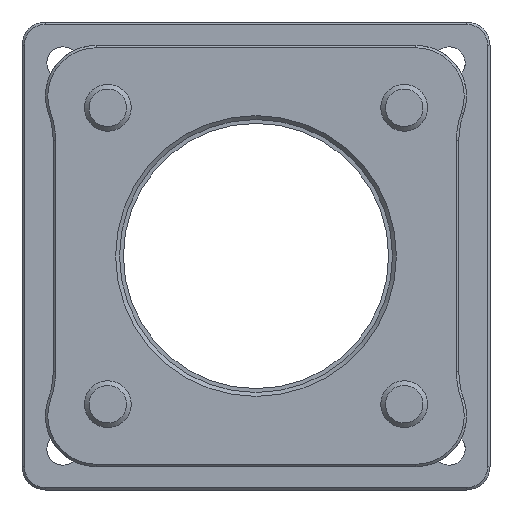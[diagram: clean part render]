
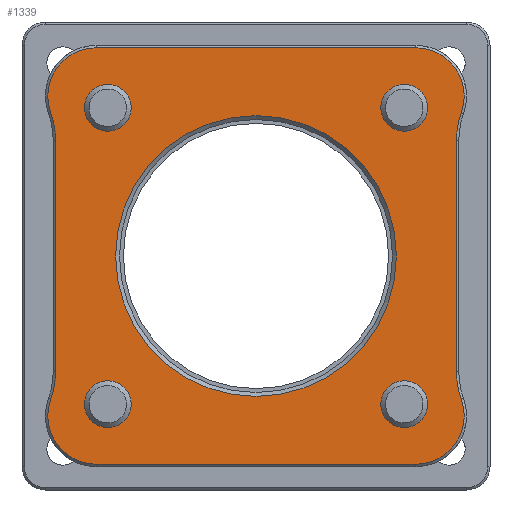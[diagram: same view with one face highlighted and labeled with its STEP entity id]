
A CAD part, front view. The second image highlights one B-rep face of the part: STEP entity #1339.
In plain terms, the highlighted planar face has unit normal (0, -1, 0).
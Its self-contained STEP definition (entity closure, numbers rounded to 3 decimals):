
#29=FACE_BOUND('',#341,.T.);
#30=FACE_BOUND('',#342,.T.);
#31=FACE_BOUND('',#343,.T.);
#32=FACE_BOUND('',#344,.T.);
#33=FACE_BOUND('',#345,.T.);
#126=CIRCLE('',#1458,6.2);
#128=CIRCLE('',#1461,10.4);
#130=CIRCLE('',#1465,10.4);
#132=CIRCLE('',#1468,6.2);
#134=CIRCLE('',#1472,6.2);
#136=CIRCLE('',#1475,10.4);
#138=CIRCLE('',#1479,10.4);
#140=CIRCLE('',#1482,6.2);
#143=CIRCLE('',#1492,18.);
#144=CIRCLE('',#1493,3.);
#145=CIRCLE('',#1494,3.);
#146=CIRCLE('',#1495,3.);
#147=CIRCLE('',#1496,3.);
#246=FACE_OUTER_BOUND('',#340,.T.);
#340=EDGE_LOOP('',(#1101,#1102,#1103,#1104,#1105,#1106,#1107,#1108,#1109,
#1110,#1111,#1112));
#341=EDGE_LOOP('',(#1113));
#342=EDGE_LOOP('',(#1114));
#343=EDGE_LOOP('',(#1115));
#344=EDGE_LOOP('',(#1116));
#345=EDGE_LOOP('',(#1117));
#454=LINE('',#2213,#538);
#459=LINE('',#2231,#543);
#464=LINE('',#2249,#548);
#469=LINE('',#2267,#553);
#538=VECTOR('',#1760,41.);
#543=VECTOR('',#1779,29.651);
#548=VECTOR('',#1798,41.);
#553=VECTOR('',#1817,29.651);
#639=VERTEX_POINT('',#2206);
#642=VERTEX_POINT('',#2211);
#643=VERTEX_POINT('',#2215);
#645=VERTEX_POINT('',#2221);
#647=VERTEX_POINT('',#2227);
#649=VERTEX_POINT('',#2233);
#651=VERTEX_POINT('',#2239);
#653=VERTEX_POINT('',#2245);
#655=VERTEX_POINT('',#2251);
#657=VERTEX_POINT('',#2257);
#659=VERTEX_POINT('',#2263);
#661=VERTEX_POINT('',#2269);
#663=VERTEX_POINT('',#2293);
#664=VERTEX_POINT('',#2295);
#665=VERTEX_POINT('',#2297);
#666=VERTEX_POINT('',#2299);
#667=VERTEX_POINT('',#2301);
#787=EDGE_CURVE('',#642,#639,#454,.T.);
#790=EDGE_CURVE('',#639,#643,#126,.T.);
#793=EDGE_CURVE('',#643,#645,#128,.T.);
#796=EDGE_CURVE('',#645,#647,#459,.T.);
#799=EDGE_CURVE('',#647,#649,#130,.T.);
#802=EDGE_CURVE('',#649,#651,#132,.T.);
#805=EDGE_CURVE('',#651,#653,#464,.T.);
#808=EDGE_CURVE('',#653,#655,#134,.T.);
#811=EDGE_CURVE('',#655,#657,#136,.T.);
#814=EDGE_CURVE('',#657,#659,#469,.T.);
#817=EDGE_CURVE('',#659,#661,#138,.T.);
#819=EDGE_CURVE('',#661,#642,#140,.T.);
#829=EDGE_CURVE('',#663,#663,#143,.T.);
#830=EDGE_CURVE('',#664,#664,#144,.T.);
#831=EDGE_CURVE('',#665,#665,#145,.T.);
#832=EDGE_CURVE('',#666,#666,#146,.T.);
#833=EDGE_CURVE('',#667,#667,#147,.T.);
#1101=ORIENTED_EDGE('',*,*,#787,.F.);
#1102=ORIENTED_EDGE('',*,*,#819,.F.);
#1103=ORIENTED_EDGE('',*,*,#817,.F.);
#1104=ORIENTED_EDGE('',*,*,#814,.F.);
#1105=ORIENTED_EDGE('',*,*,#811,.F.);
#1106=ORIENTED_EDGE('',*,*,#808,.F.);
#1107=ORIENTED_EDGE('',*,*,#805,.F.);
#1108=ORIENTED_EDGE('',*,*,#802,.F.);
#1109=ORIENTED_EDGE('',*,*,#799,.F.);
#1110=ORIENTED_EDGE('',*,*,#796,.F.);
#1111=ORIENTED_EDGE('',*,*,#793,.F.);
#1112=ORIENTED_EDGE('',*,*,#790,.F.);
#1113=ORIENTED_EDGE('',*,*,#829,.F.);
#1114=ORIENTED_EDGE('',*,*,#830,.T.);
#1115=ORIENTED_EDGE('',*,*,#831,.T.);
#1116=ORIENTED_EDGE('',*,*,#832,.T.);
#1117=ORIENTED_EDGE('',*,*,#833,.T.);
#1282=PLANE('',#1491);
#1339=ADVANCED_FACE('',(#246,#29,#30,#31,#32,#33),#1282,.F.);
#1458=AXIS2_PLACEMENT_3D('',#2219,#1766,#1767);
#1461=AXIS2_PLACEMENT_3D('',#2225,#1773,#1774);
#1465=AXIS2_PLACEMENT_3D('',#2237,#1785,#1786);
#1468=AXIS2_PLACEMENT_3D('',#2243,#1792,#1793);
#1472=AXIS2_PLACEMENT_3D('',#2255,#1804,#1805);
#1475=AXIS2_PLACEMENT_3D('',#2261,#1811,#1812);
#1479=AXIS2_PLACEMENT_3D('',#2273,#1823,#1824);
#1482=AXIS2_PLACEMENT_3D('',#2276,#1829,#1830);
#1491=AXIS2_PLACEMENT_3D('',#2292,#1854,#1855);
#1492=AXIS2_PLACEMENT_3D('',#2294,#1856,#1857);
#1493=AXIS2_PLACEMENT_3D('',#2296,#1858,#1859);
#1494=AXIS2_PLACEMENT_3D('',#2298,#1860,#1861);
#1495=AXIS2_PLACEMENT_3D('',#2300,#1862,#1863);
#1496=AXIS2_PLACEMENT_3D('',#2302,#1864,#1865);
#1760=DIRECTION('',(1.,0.,0.));
#1766=DIRECTION('center_axis',(0.,1.,0.));
#1767=DIRECTION('ref_axis',(0.,0.,1.));
#1773=DIRECTION('center_axis',(0.,-1.,0.));
#1774=DIRECTION('ref_axis',(-1.,0.,0.));
#1779=DIRECTION('',(0.,0.,-1.));
#1785=DIRECTION('center_axis',(0.,-1.,0.));
#1786=DIRECTION('ref_axis',(-0.94,0.,-0.342));
#1792=DIRECTION('center_axis',(0.,1.,0.));
#1793=DIRECTION('ref_axis',(0.94,0.,0.342));
#1798=DIRECTION('',(-1.,0.,0.));
#1804=DIRECTION('center_axis',(0.,1.,0.));
#1805=DIRECTION('ref_axis',(0.,0.,-1.));
#1811=DIRECTION('center_axis',(0.,-1.,0.));
#1812=DIRECTION('ref_axis',(1.,0.,0.));
#1817=DIRECTION('',(0.,0.,1.));
#1823=DIRECTION('center_axis',(0.,-1.,0.));
#1824=DIRECTION('ref_axis',(0.94,0.,0.342));
#1829=DIRECTION('center_axis',(0.,1.,0.));
#1830=DIRECTION('ref_axis',(-0.94,0.,-0.342));
#1854=DIRECTION('center_axis',(0.,1.,0.));
#1855=DIRECTION('ref_axis',(0.,0.,1.));
#1856=DIRECTION('center_axis',(0.,-1.,0.));
#1857=DIRECTION('ref_axis',(-1.,0.,0.));
#1858=DIRECTION('center_axis',(0.,1.,0.));
#1859=DIRECTION('ref_axis',(-1.,0.,0.));
#1860=DIRECTION('center_axis',(0.,1.,0.));
#1861=DIRECTION('ref_axis',(-1.,0.,0.));
#1862=DIRECTION('center_axis',(0.,1.,0.));
#1863=DIRECTION('ref_axis',(-1.,0.,0.));
#1864=DIRECTION('center_axis',(0.,1.,0.));
#1865=DIRECTION('ref_axis',(-1.,0.,0.));
#2206=CARTESIAN_POINT('',(20.5,0.,26.7));
#2211=CARTESIAN_POINT('',(-20.5,0.,26.7));
#2213=CARTESIAN_POINT('',(-10.25,0.,26.7));
#2215=CARTESIAN_POINT('',(26.327,0.,18.381));
#2219=CARTESIAN_POINT('Origin',(20.5,0.,20.5));
#2221=CARTESIAN_POINT('',(25.7,0.,14.825));
#2225=CARTESIAN_POINT('Origin',(36.1,0.,14.825));
#2227=CARTESIAN_POINT('',(25.7,0.,-14.825));
#2231=CARTESIAN_POINT('',(25.7,0.,7.413));
#2233=CARTESIAN_POINT('',(26.327,0.,-18.381));
#2237=CARTESIAN_POINT('Origin',(36.1,0.,-14.825));
#2239=CARTESIAN_POINT('',(20.5,0.,-26.7));
#2243=CARTESIAN_POINT('Origin',(20.5,0.,-20.5));
#2245=CARTESIAN_POINT('',(-20.5,0.,-26.7));
#2249=CARTESIAN_POINT('',(10.25,0.,-26.7));
#2251=CARTESIAN_POINT('',(-26.327,0.,-18.381));
#2255=CARTESIAN_POINT('Origin',(-20.5,0.,-20.5));
#2257=CARTESIAN_POINT('',(-25.7,0.,-14.825));
#2261=CARTESIAN_POINT('Origin',(-36.1,0.,-14.825));
#2263=CARTESIAN_POINT('',(-25.7,0.,14.825));
#2267=CARTESIAN_POINT('',(-25.7,0.,-7.413));
#2269=CARTESIAN_POINT('',(-26.327,0.,18.381));
#2273=CARTESIAN_POINT('Origin',(-36.1,0.,14.825));
#2276=CARTESIAN_POINT('Origin',(-20.5,0.,20.5));
#2292=CARTESIAN_POINT('Origin',(0.,0.,0.));
#2293=CARTESIAN_POINT('',(18.,0.,0.));
#2294=CARTESIAN_POINT('Origin',(0.,0.,0.));
#2295=CARTESIAN_POINT('',(-16.,0.,-19.));
#2296=CARTESIAN_POINT('Origin',(-19.,0.,-19.));
#2297=CARTESIAN_POINT('',(-16.,0.,19.));
#2298=CARTESIAN_POINT('Origin',(-19.,0.,19.));
#2299=CARTESIAN_POINT('',(22.,0.,19.));
#2300=CARTESIAN_POINT('Origin',(19.,0.,19.));
#2301=CARTESIAN_POINT('',(22.,0.,-19.));
#2302=CARTESIAN_POINT('Origin',(19.,0.,-19.));
